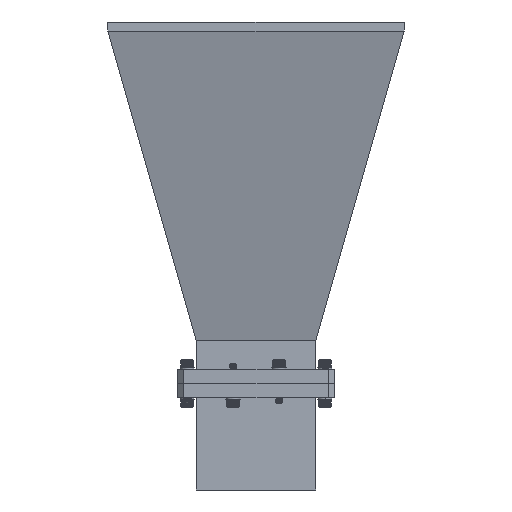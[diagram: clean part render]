
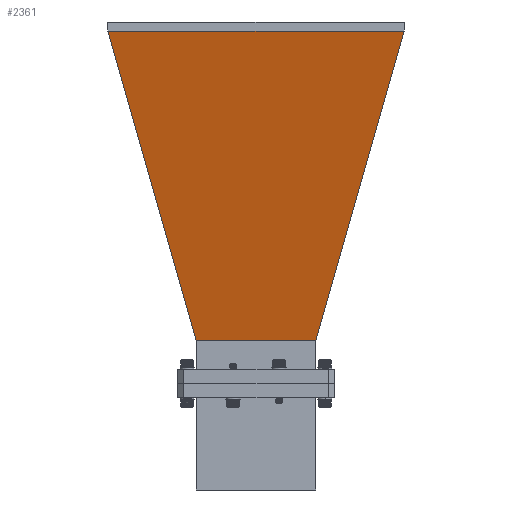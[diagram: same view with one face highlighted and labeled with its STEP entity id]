
A CAD part, front view. The second image highlights one B-rep face of the part: STEP entity #2361.
In plain terms, the highlighted face is planar.
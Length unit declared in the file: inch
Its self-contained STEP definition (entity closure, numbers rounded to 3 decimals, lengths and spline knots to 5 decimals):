
#294 = DIRECTION ( 'NONE',  ( 0.231, 0.267, -0.936 ) ) ;
#1091 = DIRECTION ( 'NONE',  ( 0., 1., 0. ) ) ;
#1391 = ORIENTED_EDGE ( 'NONE', *, *, #1964, .F. ) ;
#1961 = VERTEX_POINT ( 'NONE', #10869 ) ;
#1964 = EDGE_CURVE ( 'NONE', #5908, #14743, #6578, .T. ) ;
#2084 = CARTESIAN_POINT ( 'NONE',  ( -0.55411, 0., 1.95411 ) ) ;
#2131 = LINE ( 'NONE', #12332, #2446 ) ;
#2361 = ADVANCED_FACE ( 'NONE', ( #11768 ), #13114, .T. ) ;
#2446 = VECTOR ( 'NONE', #1091, 39.37008 ) ;
#2918 = ORIENTED_EDGE ( 'NONE', *, *, #7003, .F. ) ;
#3470 = VECTOR ( 'NONE', #294, 39.37008 ) ;
#3898 = CARTESIAN_POINT ( 'NONE',  ( -0.55411, 1.05472, 1.95411 ) ) ;
#5908 = VERTEX_POINT ( 'NONE', #3898 ) ;
#6093 = CARTESIAN_POINT ( 'NONE',  ( -1.24526, 0., 4.74815 ) ) ;
#6578 = LINE ( 'NONE', #6655, #7063 ) ;
#6655 = CARTESIAN_POINT ( 'NONE',  ( -0.55411, 1.05472, 1.95411 ) ) ;
#6766 = ORIENTED_EDGE ( 'NONE', *, *, #8452, .T. ) ;
#6820 = ORIENTED_EDGE ( 'NONE', *, *, #11296, .T. ) ;
#7003 = EDGE_CURVE ( 'NONE', #11671, #1961, #11835, .T. ) ;
#7063 = VECTOR ( 'NONE', #14506, 39.37008 ) ;
#8452 = EDGE_CURVE ( 'NONE', #11671, #14743, #2131, .T. ) ;
#8914 = CARTESIAN_POINT ( 'NONE',  ( -1.90751, -2.61402, 7.42537 ) ) ;
#9310 = CARTESIAN_POINT ( 'NONE',  ( -1.90751, 2.61402, 7.42537 ) ) ;
#9530 = VECTOR ( 'NONE', #9901, 39.37008 ) ;
#9901 = DIRECTION ( 'NONE',  ( 0., -1., 0. ) ) ;
#10742 = DIRECTION ( 'NONE',  ( -0.971, 0., -0.24 ) ) ;
#10869 = CARTESIAN_POINT ( 'NONE',  ( -0.55411, -1.05472, 1.95411 ) ) ;
#11296 = EDGE_CURVE ( 'NONE', #5908, #1961, #14736, .T. ) ;
#11608 = CARTESIAN_POINT ( 'NONE',  ( -1.90751, -2.61402, 7.42537 ) ) ;
#11671 = VERTEX_POINT ( 'NONE', #8914 ) ;
#11768 = FACE_OUTER_BOUND ( 'NONE', #12730, .T. ) ;
#11835 = LINE ( 'NONE', #11608, #3470 ) ;
#12332 = CARTESIAN_POINT ( 'NONE',  ( -1.90751, 0., 7.42537 ) ) ;
#12730 = EDGE_LOOP ( 'NONE', ( #6820, #2918, #6766, #1391 ) ) ;
#13114 = PLANE ( 'NONE',  #14460 ) ;
#14231 = DIRECTION ( 'NONE',  ( -0.24, 0., 0.971 ) ) ;
#14460 = AXIS2_PLACEMENT_3D ( 'NONE', #6093, #10742, #14231 ) ;
#14506 = DIRECTION ( 'NONE',  ( -0.231, 0.267, 0.936 ) ) ;
#14736 = LINE ( 'NONE', #2084, #9530 ) ;
#14743 = VERTEX_POINT ( 'NONE', #9310 ) ;
